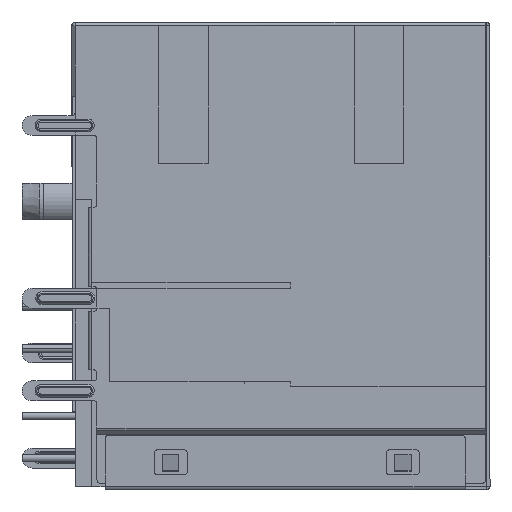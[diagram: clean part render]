
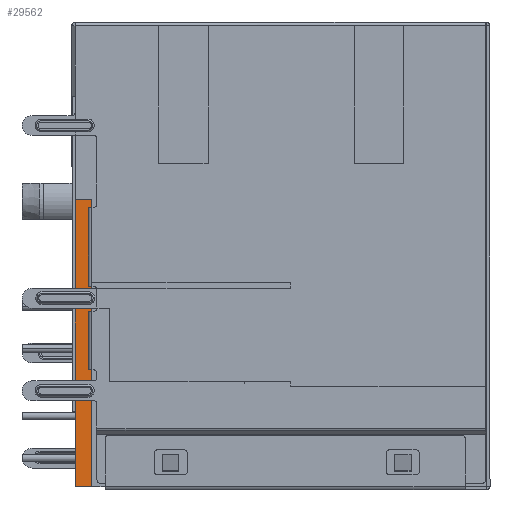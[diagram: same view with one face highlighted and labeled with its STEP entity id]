
A CAD part, left-side view. The second image highlights one B-rep face of the part: STEP entity #29562.
In plain terms, the highlighted planar face has unit normal (-1, 0, 0).
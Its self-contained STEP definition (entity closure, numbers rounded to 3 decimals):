
#469 = DIRECTION ( 'NONE',  ( 0., 0., 1. ) ) ;
#1745 = CARTESIAN_POINT ( 'NONE',  ( -28.89, 11.425, -10.5 ) ) ;
#4038 = DIRECTION ( 'NONE',  ( 0., -1., 0. ) ) ;
#6231 = LINE ( 'NONE', #82154, #25185 ) ;
#6283 = AXIS2_PLACEMENT_3D ( 'NONE', #76381, #82531, #469 ) ;
#6465 = CARTESIAN_POINT ( 'NONE',  ( -28.89, 12.4, -60.5 ) ) ;
#12449 = DIRECTION ( 'NONE',  ( 0., 0., 1. ) ) ;
#14577 = ORIENTED_EDGE ( 'NONE', *, *, #107866, .F. ) ;
#19280 = ORIENTED_EDGE ( 'NONE', *, *, #71597, .T. ) ;
#20733 = CARTESIAN_POINT ( 'NONE',  ( -28.89, 11.425, -60.5 ) ) ;
#21742 = VECTOR ( 'NONE', #25257, 1000. ) ;
#22826 = DIRECTION ( 'NONE',  ( 0., 1., 0. ) ) ;
#23369 = VECTOR ( 'NONE', #4038, 1000. ) ;
#25185 = VECTOR ( 'NONE', #22826, 1000. ) ;
#25257 = DIRECTION ( 'NONE',  ( 0., 0., 1. ) ) ;
#26269 = VECTOR ( 'NONE', #12449, 1000. ) ;
#29562 = ADVANCED_FACE ( 'NONE', ( #83616 ), #58655, .T. ) ;
#38332 = EDGE_CURVE ( 'NONE', #68156, #76706, #101780, .T. ) ;
#38364 = LINE ( 'NONE', #90473, #23369 ) ;
#52039 = CARTESIAN_POINT ( 'NONE',  ( -28.89, 11.425, -27.8 ) ) ;
#52226 = VERTEX_POINT ( 'NONE', #1745 ) ;
#58655 = PLANE ( 'NONE',  #6283 ) ;
#58822 = CARTESIAN_POINT ( 'NONE',  ( -28.89, 12.4, -27.8 ) ) ;
#63712 = VERTEX_POINT ( 'NONE', #52039 ) ;
#68156 = VERTEX_POINT ( 'NONE', #58822 ) ;
#71597 = EDGE_CURVE ( 'NONE', #63712, #52226, #96695, .T. ) ;
#76381 = CARTESIAN_POINT ( 'NONE',  ( -28.89, 12.4, -60.5 ) ) ;
#76706 = VERTEX_POINT ( 'NONE', #86103 ) ;
#79250 = EDGE_LOOP ( 'NONE', ( #19280, #89156, #89477, #14577 ) ) ;
#82154 = CARTESIAN_POINT ( 'NONE',  ( -28.89, 0., -27.8 ) ) ;
#82531 = DIRECTION ( 'NONE',  ( -1., 0., 0. ) ) ;
#83616 = FACE_OUTER_BOUND ( 'NONE', #79250, .T. ) ;
#86103 = CARTESIAN_POINT ( 'NONE',  ( -28.89, 12.4, -10.5 ) ) ;
#89156 = ORIENTED_EDGE ( 'NONE', *, *, #107869, .F. ) ;
#89477 = ORIENTED_EDGE ( 'NONE', *, *, #38332, .F. ) ;
#90473 = CARTESIAN_POINT ( 'NONE',  ( -28.89, 12.4, -10.5 ) ) ;
#96695 = LINE ( 'NONE', #20733, #26269 ) ;
#101780 = LINE ( 'NONE', #6465, #21742 ) ;
#107866 = EDGE_CURVE ( 'NONE', #63712, #68156, #6231, .T. ) ;
#107869 = EDGE_CURVE ( 'NONE', #76706, #52226, #38364, .T. ) ;
